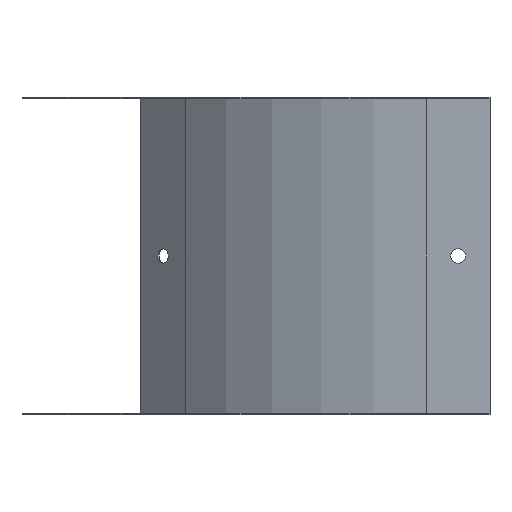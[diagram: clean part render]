
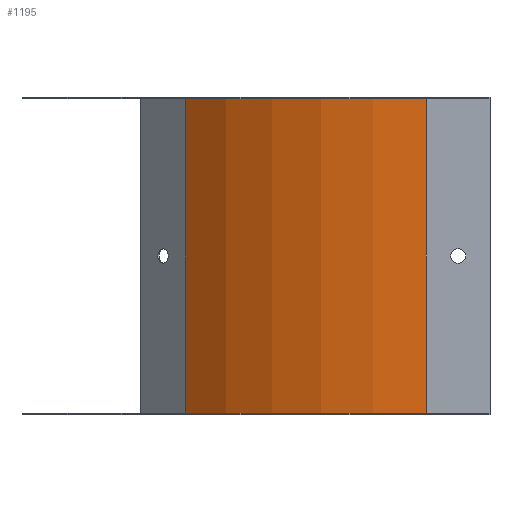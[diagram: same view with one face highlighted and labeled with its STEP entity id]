
A CAD part, left-side view. The second image highlights one B-rep face of the part: STEP entity #1195.
In plain terms, the highlighted cylindrical face has radius 160.8 mm (diameter 321.6 mm), a partial arc.
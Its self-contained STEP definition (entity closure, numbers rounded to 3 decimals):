
#4 = CARTESIAN_POINT ( 'NONE',  ( 126.297, 143.75, -148.4 ) ) ;
#20 = DIRECTION ( 'NONE',  ( 0., 0., 1. ) ) ;
#92 = CARTESIAN_POINT ( 'NONE',  ( 240., 30.048, -149.2 ) ) ;
#93 = DIRECTION ( 'NONE',  ( 0., 0., 1. ) ) ;
#103 = DIRECTION ( 'NONE',  ( 1., 0., 0. ) ) ;
#137 = DIRECTION ( 'NONE',  ( -1., 0., 0. ) ) ;
#140 = DIRECTION ( 'NONE',  ( 0., 0., 1. ) ) ;
#144 = CARTESIAN_POINT ( 'NONE',  ( 240., 30.048, 0. ) ) ;
#260 = CARTESIAN_POINT ( 'NONE',  ( 79.2, 30.048, -149.2 ) ) ;
#281 = DIRECTION ( 'NONE',  ( 0., 0., 1. ) ) ;
#283 = DIRECTION ( 'NONE',  ( 1., 0., 0. ) ) ;
#288 = DIRECTION ( 'NONE',  ( 0., 0., 1. ) ) ;
#291 = CARTESIAN_POINT ( 'NONE',  ( 240., 30.048, -148.4 ) ) ;
#310 = CARTESIAN_POINT ( 'NONE',  ( 126.297, 143.75, -149.2 ) ) ;
#510 = FACE_OUTER_BOUND ( 'NONE', #1668, .T. ) ;
#518 = CYLINDRICAL_SURFACE ( 'NONE', #1123, 160.8 ) ;
#745 = CARTESIAN_POINT ( 'NONE',  ( 79.2, 30.048, -148.4 ) ) ;
#875 = CARTESIAN_POINT ( 'NONE',  ( 126.297, 143.75, 0. ) ) ;
#911 = CARTESIAN_POINT ( 'NONE',  ( 79.2, 30.048, 0. ) ) ;
#1012 = AXIS2_PLACEMENT_3D ( 'NONE', #144, #140, #137 ) ;
#1032 = AXIS2_PLACEMENT_3D ( 'NONE', #291, #288, #283 ) ;
#1071 = EDGE_CURVE ( 'NONE', #1250, #1275, #1748, .T. ) ;
#1072 = EDGE_CURVE ( 'NONE', #1250, #1322, #1751, .T. ) ;
#1076 = EDGE_CURVE ( 'NONE', #1322, #1264, #1755, .T. ) ;
#1094 = EDGE_CURVE ( 'NONE', #1275, #1264, #1777, .T. ) ;
#1123 = AXIS2_PLACEMENT_3D ( 'NONE', #92, #93, #103 ) ;
#1195 = ADVANCED_FACE ( 'NONE', ( #510 ), #518, .T. ) ;
#1250 = VERTEX_POINT ( 'NONE', #4 ) ;
#1264 = VERTEX_POINT ( 'NONE', #911 ) ;
#1275 = VERTEX_POINT ( 'NONE', #875 ) ;
#1322 = VERTEX_POINT ( 'NONE', #745 ) ;
#1399 = ORIENTED_EDGE ( 'NONE', *, *, #1094, .F. ) ;
#1400 = ORIENTED_EDGE ( 'NONE', *, *, #1076, .T. ) ;
#1401 = ORIENTED_EDGE ( 'NONE', *, *, #1072, .T. ) ;
#1402 = ORIENTED_EDGE ( 'NONE', *, *, #1071, .F. ) ;
#1668 = EDGE_LOOP ( 'NONE', ( #1402, #1401, #1400, #1399 ) ) ;
#1748 = LINE ( 'NONE', #310, #1754 ) ;
#1751 = CIRCLE ( 'NONE', #1032, 160.8 ) ;
#1754 = VECTOR ( 'NONE', #20, 1000. ) ;
#1755 = LINE ( 'NONE', #260, #1761 ) ;
#1761 = VECTOR ( 'NONE', #281, 1000. ) ;
#1777 = CIRCLE ( 'NONE', #1012, 160.8 ) ;
